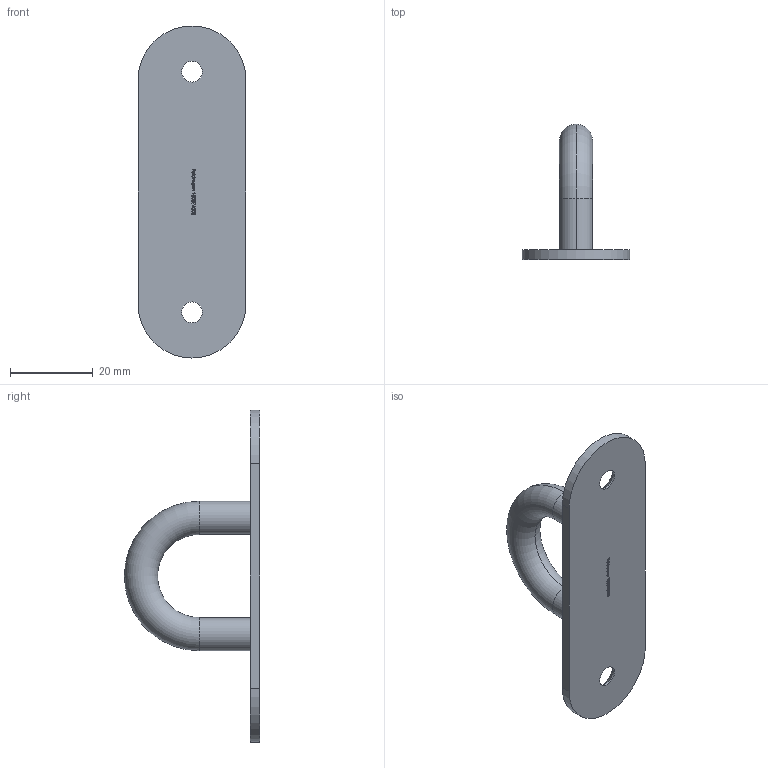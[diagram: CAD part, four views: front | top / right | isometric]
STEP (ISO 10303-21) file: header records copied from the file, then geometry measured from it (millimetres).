
FILE_DESCRIPTION (( 'STEP AP203' ), '1' );
FILE_NAME ('100074008.step', '2017-10-30T09:54:35', ( '' ), ( '' ), 'SwSTEP 2.0', 'SolidWorks 2015', '' );
FILE_SCHEMA (( 'CONFIG_CONTROL_DESIGN' ));
Length unit declared in the file: millimetre
Products named in the file (1): 100074008
Bounding box: 26 x 32.6 x 80 mm (x, y, z)
Volume: 7747.8 mm3; surface area: 5904.8 mm2
Topology: 1 solids, 1 shells, 238 faces, 616 edges, 408 vertices
Faces by surface type: plane 111, bspline 110, cylinder 11, cone 4, torus 2
Entity records: 14073 total; most frequent: CARTESIAN_POINT 8893, ORIENTED_EDGE 1232, DIRECTION 682, EDGE_CURVE 616, VERTEX_POINT 408, VECTOR 368, LINE 368, EDGE_LOOP 272
